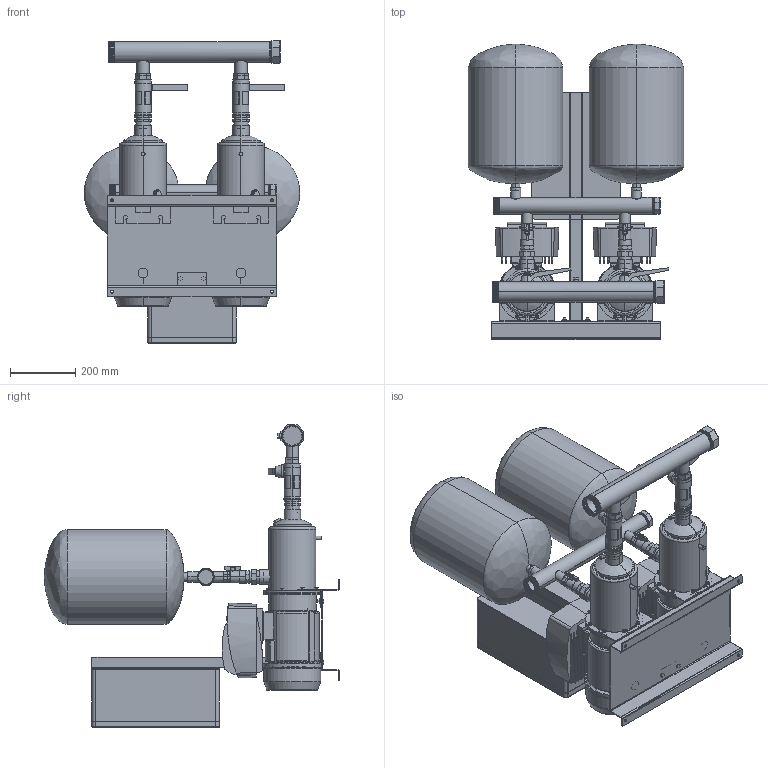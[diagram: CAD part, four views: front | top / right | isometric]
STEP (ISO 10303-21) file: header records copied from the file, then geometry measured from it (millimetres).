
FILE_DESCRIPTION (( 'STEP AP214' ), '1' );
FILE_NAME ('2EH_9-6_TE.STEP', '2021-01-22T09:32:08', ( '' ), ( '' ), 'SwSTEP 2.0', 'SolidWorks 2020', '' );
FILE_SCHEMA (( 'AUTOMOTIVE_DESIGN' ));
Length unit declared in the file: millimetre
Products named in the file (1): 2EH_9-6_TE
Bounding box: 660 x 905 x 928.25 mm (x, y, z)
Volume: 66524532.1 mm3; surface area: 4926662 mm2
Topology: 45 solids, 46 shells, 1591 faces, 3836 edges, 2480 vertices
Faces by surface type: plane 830, cylinder 559, cone 116, bspline 42, torus 36, sphere 8
Entity records: 83423 total; most frequent: CARTESIAN_POINT 28572, ORIENTED_EDGE 7664, DIRECTION 7490, EDGE_CURVE 3832, AXIS2_PLACEMENT_3D 2638, VERTEX_POINT 2480, LINE 2214, VECTOR 2214
